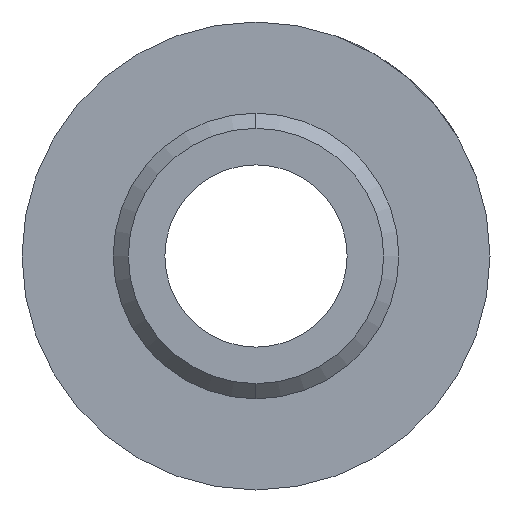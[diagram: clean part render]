
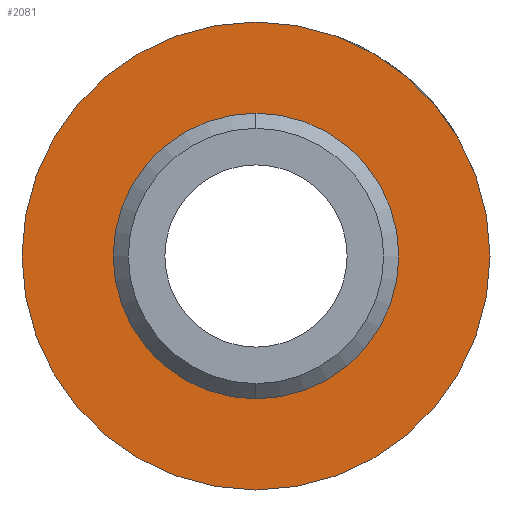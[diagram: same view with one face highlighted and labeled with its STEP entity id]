
A CAD part, left-side view. The second image highlights one B-rep face of the part: STEP entity #2081.
In plain terms, the highlighted planar face has unit normal (-1, 0, 0).
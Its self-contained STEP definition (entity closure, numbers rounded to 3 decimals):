
#118 = ORIENTED_EDGE ( 'NONE', *, *, #4111, .T. ) ;
#369 = CARTESIAN_POINT ( 'NONE',  ( 11., 0., 0. ) ) ;
#444 = CARTESIAN_POINT ( 'NONE',  ( 11., 0., 0. ) ) ;
#574 = EDGE_CURVE ( 'NONE', #5214, #5382, #3527, .T. ) ;
#698 = AXIS2_PLACEMENT_3D ( 'NONE', #369, #4582, #1595 ) ;
#1194 = CARTESIAN_POINT ( 'NONE',  ( 11., 0., 0. ) ) ;
#1231 = DIRECTION ( 'NONE',  ( -1., 0., 0. ) ) ;
#1285 = ORIENTED_EDGE ( 'NONE', *, *, #1829, .T. ) ;
#1595 = DIRECTION ( 'NONE',  ( 0., 0., 1. ) ) ;
#1829 = EDGE_CURVE ( 'NONE', #3790, #2334, #5126, .T. ) ;
#1851 = ORIENTED_EDGE ( 'NONE', *, *, #574, .F. ) ;
#1864 = EDGE_CURVE ( 'NONE', #5382, #5214, #2383, .T. ) ;
#1938 = FACE_OUTER_BOUND ( 'NONE', #2590, .T. ) ;
#2081 = ADVANCED_FACE ( 'NONE', ( #1938, #4139 ), #4904, .T. ) ;
#2165 = ORIENTED_EDGE ( 'NONE', *, *, #1864, .F. ) ;
#2334 = VERTEX_POINT ( 'NONE', #3710 ) ;
#2383 = CIRCLE ( 'NONE', #3083, 4.7 ) ;
#2571 = DIRECTION ( 'NONE',  ( 0., 0., 1. ) ) ;
#2575 = CARTESIAN_POINT ( 'NONE',  ( 11., 0., 0. ) ) ;
#2590 = EDGE_LOOP ( 'NONE', ( #1285, #118 ) ) ;
#2871 = DIRECTION ( 'NONE',  ( -1., 0., 0. ) ) ;
#2930 = DIRECTION ( 'NONE',  ( -1., 0., 0. ) ) ;
#3081 = CARTESIAN_POINT ( 'NONE',  ( 11., 0., -4.7 ) ) ;
#3083 = AXIS2_PLACEMENT_3D ( 'NONE', #444, #1231, #4685 ) ;
#3138 = CARTESIAN_POINT ( 'NONE',  ( 11., 0., 7.7 ) ) ;
#3181 = CIRCLE ( 'NONE', #3984, 7.7 ) ;
#3391 = CARTESIAN_POINT ( 'NONE',  ( 11., 0., 0. ) ) ;
#3527 = CIRCLE ( 'NONE', #4323, 4.7 ) ;
#3684 = EDGE_LOOP ( 'NONE', ( #2165, #1851 ) ) ;
#3710 = CARTESIAN_POINT ( 'NONE',  ( 11., 0., -7.7 ) ) ;
#3790 = VERTEX_POINT ( 'NONE', #3138 ) ;
#3984 = AXIS2_PLACEMENT_3D ( 'NONE', #2575, #2930, #5090 ) ;
#4111 = EDGE_CURVE ( 'NONE', #2334, #3790, #3181, .T. ) ;
#4139 = FACE_BOUND ( 'NONE', #3684, .T. ) ;
#4147 = CARTESIAN_POINT ( 'NONE',  ( 11., 0., 4.7 ) ) ;
#4219 = DIRECTION ( 'NONE',  ( -1., 0., 0. ) ) ;
#4323 = AXIS2_PLACEMENT_3D ( 'NONE', #1194, #2871, #2571 ) ;
#4582 = DIRECTION ( 'NONE',  ( -1., 0., 0. ) ) ;
#4637 = DIRECTION ( 'NONE',  ( 0., 0., 1. ) ) ;
#4685 = DIRECTION ( 'NONE',  ( 0., 0., 1. ) ) ;
#4768 = AXIS2_PLACEMENT_3D ( 'NONE', #3391, #4219, #4637 ) ;
#4904 = PLANE ( 'NONE',  #698 ) ;
#5090 = DIRECTION ( 'NONE',  ( 0., 0., 1. ) ) ;
#5126 = CIRCLE ( 'NONE', #4768, 7.7 ) ;
#5214 = VERTEX_POINT ( 'NONE', #3081 ) ;
#5382 = VERTEX_POINT ( 'NONE', #4147 ) ;
